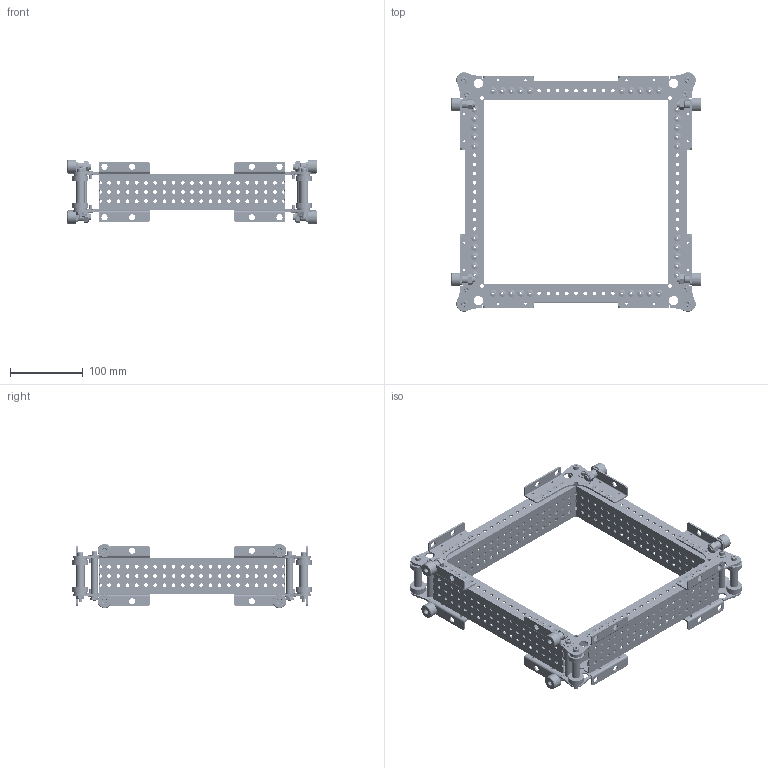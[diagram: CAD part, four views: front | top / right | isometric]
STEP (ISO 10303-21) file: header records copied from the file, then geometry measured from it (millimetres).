
FILE_DESCRIPTION (( 'STEP AP214' ), '1' );
FILE_NAME ('am-5546 Powered Elevator Carraige Stage.STEP', '2024-12-06T13:38:13', ( '' ), ( '' ), 'SwSTEP 2.0', 'SolidWorks 2024', '' );
FILE_SCHEMA (( 'AUTOMOTIVE_DESIGN' ));
Length unit declared in the file: inch
Products named in the file (17): am-4456 8 mm ID 22 mm OD Shielded Bearing 608ZZ_57155K629; am-1678; Extrusion-Carraige-1; am-1009 5-16 flat washer; am-5546 Powered Elevator Carraige Stage; 10-32x2500_shcs 2_HX-SHCS 0.19-32x1.375x1-C; .201ID x .375OD x 2.000 Aluminum Spacer; 10-32 Nylock Jam Nut_90633A411; M8 Nylock Nut_90576A117; m5 bearing sim; Cam_Follower_Sim; am-1226 steel rivet 1875 125-250 grip; am-5556 Powered Elevator Internal Corner Bracket; am-5542 Powered Elevator Internal Corner Kit_Flipped; am-xxxx 30mmt x 8.3mm id x 12mmod 13ME091 Nylon Spacer; am-5542 Powered Elevator Internal Corner Kit; am-xxxx 2.00t x .192id x.313od Aluminum Spacer
Assembly tree (94 placements, depth 3):
  am-5546 Powered Elevator Carraige Stage
    Extrusion-Carraige-1  x4
    am-5542 Powered Elevator Internal Corner Kit  x2
      am-5556 Powered Elevator Internal Corner Bracket
      Cam_Follower_Sim
      am-1678
      M8 Nylock Nut_90576A117
      m5 bearing sim
      10-32x2500_shcs 2_HX-SHCS 0.19-32x1.375x1-C
      am-xxxx 2.00t x .192id x.313od Aluminum Spacer
      am-1009 5-16 flat washer
      .201ID x .375OD x 2.000 Aluminum Spacer
      am-4456 8 mm ID 22 mm OD Shielded Bearing 608ZZ_57155K629
      am-xxxx 30mmt x 8.3mm id x 12mmod 13ME091 Nylon Spacer
      10-32 Nylock Jam Nut_90633A411
      am-1226 steel rivet 1875 125-250 grip
    am-5542 Powered Elevator Internal Corner Kit_Flipped  x2
      am-5556 Powered Elevator Internal Corner Bracket
      Cam_Follower_Sim
      am-1678
      M8 Nylock Nut_90576A117
      m5 bearing sim
      10-32x2500_shcs 2_HX-SHCS 0.19-32x1.375x1-C
      am-xxxx 2.00t x .192id x.313od Aluminum Spacer
      am-1009 5-16 flat washer
      am-4456 8 mm ID 22 mm OD Shielded Bearing 608ZZ_57155K629
      am-xxxx 30mmt x 8.3mm id x 12mmod 13ME091 Nylon Spacer
      .201ID x .375OD x 2.000 Aluminum Spacer
      10-32 Nylock Jam Nut_90633A411
      am-1226 steel rivet 1875 125-250 grip
Bounding box: 343.93 x 330.18 x 88.8 mm (x, y, z)
Volume: 438429.2 mm3; surface area: 529631.7 mm2
Topology: 280 solids, 280 shells, 5688 faces, 13712 edges, 8592 vertices
Faces by surface type: cylinder 3088, plane 1216, cone 1064, torus 160, sphere 160
Entity records: 27866 total; most frequent: CARTESIAN_POINT 5812, DIRECTION 4820, ORIENTED_EDGE 4042, AXIS2_PLACEMENT_3D 2024, EDGE_CURVE 2021, VERTEX_POINT 1290, EDGE_LOOP 1187, CIRCLE 1127
